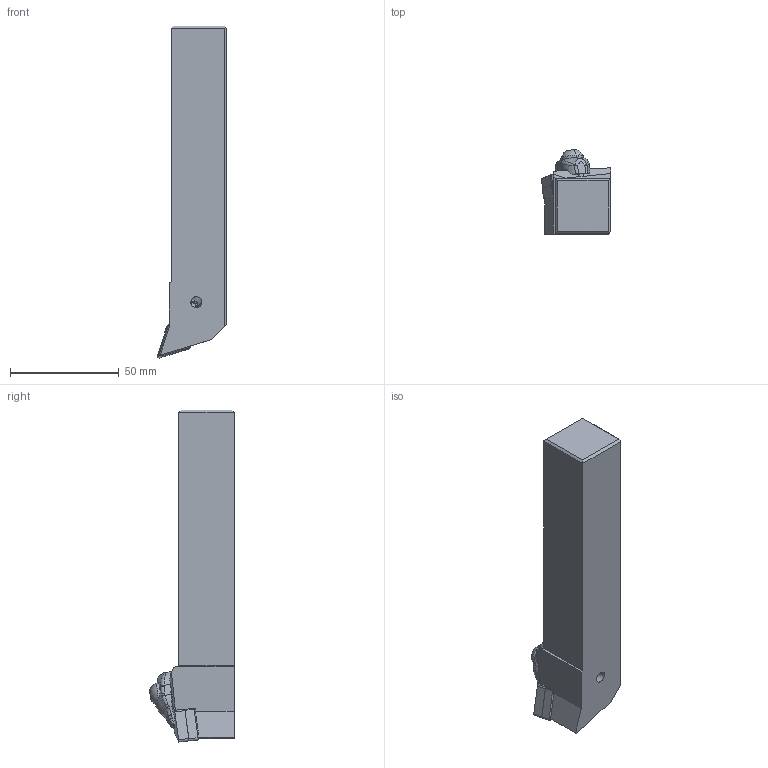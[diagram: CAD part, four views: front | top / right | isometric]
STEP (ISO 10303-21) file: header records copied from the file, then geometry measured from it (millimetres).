
FILE_DESCRIPTION(/* description */ (''),/* implementation_level */ '2;1');
FILE_NAME(/* name */ 'DDQNR-164_IR0_031.stp',/* time_stamp */ '2023-02-27T19:05:42+09:00',/* author */ (''),/* organization */ (''),/* preprocessor_version */ 'ST-DEVELOPER v16',/* originating_system */ 'SIEMENS PLM Software NX 10.0',/* authorisation */ '');
FILE_SCHEMA (('AUTOMOTIVE_DESIGN { 1 0 10303 214 3 1 1 1 }'));
Length unit declared in the file: millimetre
Products named in the file (1): DDQNR-164_IR0_031_ASM
Bounding box: 31.75 x 38.71 x 152.4 mm (x, y, z)
Volume: 97478.2 mm3; surface area: 19896.9 mm2
Topology: 2 solids, 2 shells, 265 faces, 768 edges, 515 vertices
Faces by surface type: cylinder 93, plane 81, bspline 59, cone 15, torus 13, sphere 4
Entity records: 12224 total; most frequent: CARTESIAN_POINT 5496, ORIENTED_EDGE 1500, DIRECTION 1292, EDGE_CURVE 750, AXIS2_PLACEMENT_3D 517, VERTEX_POINT 494, EDGE_LOOP 276, CIRCLE 275
